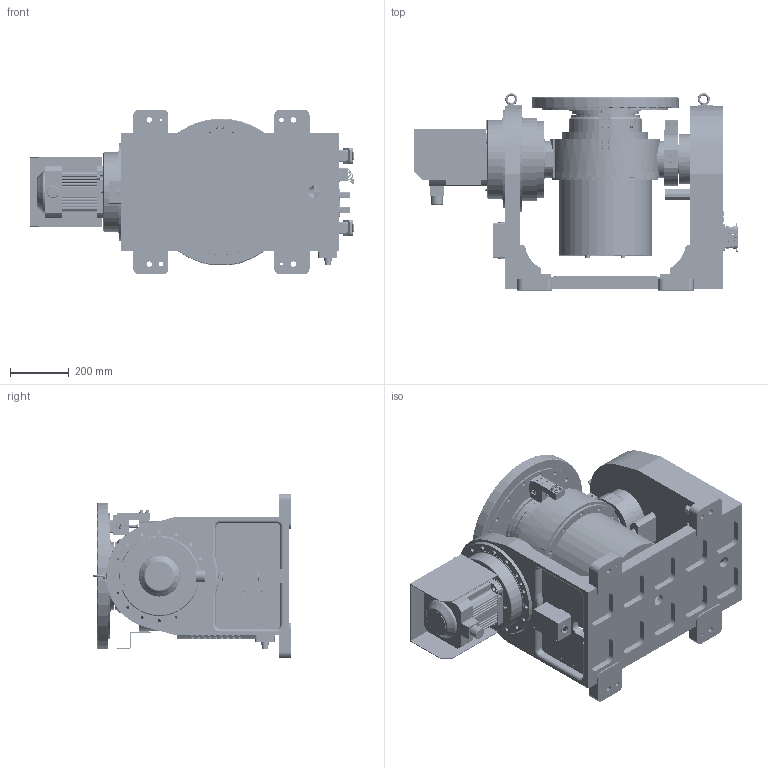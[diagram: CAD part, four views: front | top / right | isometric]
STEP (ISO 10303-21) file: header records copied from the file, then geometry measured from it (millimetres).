
FILE_DESCRIPTION (( 'STEP AP214' ), '1' );
FILE_NAME ('2HAP1-0500-03.STEP', '2020-01-23T01:40:13', ( 'HHI' ), ( '' ), 'SwSTEP 2.0', 'SolidWorks 2017', '' );
FILE_SCHEMA (( 'AUTOMOTIVE_DESIGN' ));
Length unit declared in the file: metre
Products named in the file (74): HAP2-500D-031-4_03; HAP2-500D-021_03; ん雖敷傘 欽濠; HAP2-500D-071-8-1_03; HAP2-500D-031-5_03; HAP2-500D-015_03; 器瘤寂呈 纳捞喉 窜磊; HAP2-500D-071-8-3_03; HAP2-500D-031_1_03; HAP2-500D-013_03; P02-TSM3611N-7020_03; HAP2-500D-071-8-5_03; ん雖敷傘 鳴陝渠_03; HAP2-500D-012-_X2_C218C815_X0__03_1; ELECTRIC BOX_03; HAP2-500D-071-8-4_03; 醴幗熱薑獄_03; HAP2-500D-010_03_1; HAP2-500D-018_03; HAP2-500D-071-8-2_03; ん雖敷傘 獐お_03; HAP2-500D-009_03_1; HAP2-500D-045-GUIDE PIPE_X2_C218C815C548_X0_(1_X2_CD95C6A9AE38C774CD95C18C_X0_)_03; HAP2-500D-023_03; ん雖敷傘 贗董_03; HAP2-500D-008_03_1; HAP2-500D-071-6_03; HAP2-500D-017_03; ん雖敷傘 欽濠_03; HAP2-500D-006_03_1; HAP2-500D-071-7_03; HAP2-500D-016_03; 器瘤寂呈 纳捞喉 窜磊_03; HAP2-500D-004-_X2_C218C815_X0__03_1; R-AXIS REDUCER-_X2_C218C815C548_X0_(1_X2_CD95C801C6A9D0C0C785_X0_)_03; SPRING-SWY20.5-30_03; HAP2-500D-030_03; HAP2-500D-003_03_1; PLUG-DIN 910 - G 0.25 A_03; HAP2-500D-022_03 ...
Assembly tree (102 placements, depth 4):
  2HAP1-0500-03
    HAP2-500D-001_03_1
    HAP2-500D-002-_X2_C218C815_X0__03_1
    HAP2-500D-003_03_1
    HAP2-500D-004-_X2_C218C815_X0__03_1
    HAP2-500D-006_03_1
    HAP2-500D-008_03_1
    HAP2-500D-009_03_1
    HAP2-500D-010_03_1
    HAP2-500D-012-_X2_C218C815_X0__03_1
    SPRING-SWY20.5-30_03
      HAP2-500D-013_03
      HAP2-500D-015_03
      HAP2-500D-021_03
      HAP2-500D-020_03
      HAP2-500D-019_03
      _X2_C555CD95_X0_ _X2_C2A4D504B9C1_X0_2_03
        _X2_C555CD95_X0_ _X2_C2A4D504B9C1_X0_12_03
      JIS B 1180 - C M8 x 30(1)_03
      JIS B 1181 - A M8_03
      JIS B 1176 - M6 x 35 - 1_03  x4
      HAP2-500D-022_03  x4
    HAP2-500D-016_03
    HAP2-500D-017_03
    CONNECT COVER ASSY_03
      HAP2-500D-023_03
      HAP2-500D-071-8-2_03
      HAP2-500D-071-8-4_03
      HAP2-500D-071-8-5_03
      HAP2-500D-071-8-3_03
      HAP2-500D-071-8-1_03
      HAP2-500D-071-8-6_03
      HAP2-500D-CER1_03  x2
      HAP2-500D-ASR1-1_03  x2
      HAP2-500D-ASR1-2_03  x4
    HAP2-500D-024_03
    HAP2-500D-025_03
    HAP2-500D-026-_X2_C218C815_X0__03
    HAP2-500D-027_03
    HAP2-500D-029_03  x2
    HAP2-500D-030_03
    HAP2-500D-031_03
      器瘤寂呈 纳捞喉 窜磊_03
      ん雖敷傘 欽濠_03
      ん雖敷傘 贗董_03  x2
      ん雖敷傘 獐お_03  x2
      醴幗熱薑獄_03
      ん雖敷傘 鳴陝渠_03
      HAP2-500D-031_1_03
      HAP2-500D-031-5_03  x2
      HAP2-500D-031-4_03  x7
      JIS B 1181 - A  M 16_03  x2
      HAP2-500D-031-3_03  x2
    HAP2-500D-070_03
    P03-T-AXIS REDUCER(RV320E-201)_03
    P10-GREASE NIPPLE-PT18_03
    R-AXIS REDUCER-_X2_C218C815C548_X0_(1_X2_CD95C801C6A9D0C0C785_X0_)_03
      P04-R-AXIS REDUCER_03
      HAP2-500D-040-(1_X2_CD95C6A9AE38C774CD95C18C_X0_)_03
      _X2_AD6CB9ACC2A4B2DBBFD4_X0_10_03
Bounding box: 1103.16 x 671.41 x 560 mm (x, y, z)
Volume: 66873959.9 mm3; surface area: 8008159.2 mm2
Topology: 120 solids, 121 shells, 4145 faces, 10787 edges, 7069 vertices
Faces by surface type: plane 1990, cylinder 1675, cone 323, bspline 91, torus 56, sphere 10
Full cylindrical faces by diameter (mm): 2.459 x4, 3.242 x41, 3.5 x16, 4 x4, 4.134 x27, 4.2 x6, 4.4 x16, 4.7 x8, 4.917 x61, 5 x10, 5.5 x4, 6 x17, 6.2 x4, 6.5 x12, 6.6 x8, 6.647 x24, 6.65 x16, 7 x35, 8 x5, 8.376 x31, 8.8 x2, 9 x8, 9.5 x4, 10 x8, 10.106 x66, 10.5 x2, 11 x26, 12 x6, 13 x32, 13.157 x1
Entity records: 224065 total; most frequent: CARTESIAN_POINT 70423, ORIENTED_EDGE 32414, DIRECTION 25577, EDGE_CURVE 16208, VERTEX_POINT 11239, VECTOR 9613, LINE 9613, EDGE_LOOP 9050
